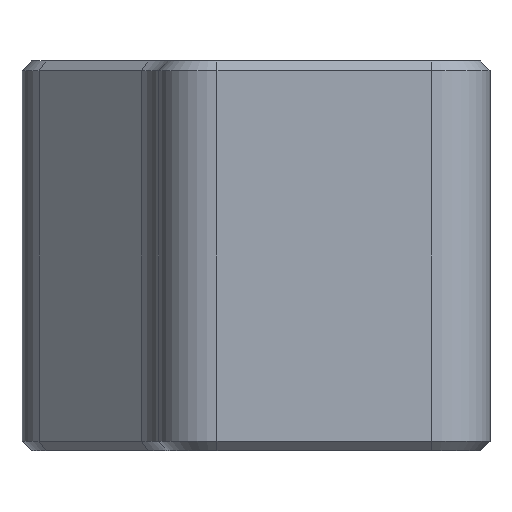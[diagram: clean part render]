
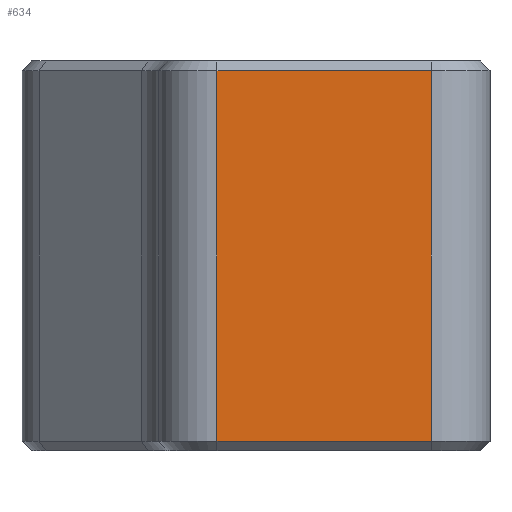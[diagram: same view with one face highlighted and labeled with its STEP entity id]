
A CAD part, left-side view. The second image highlights one B-rep face of the part: STEP entity #634.
In plain terms, the highlighted planar face has unit normal (-1, 0, 0).
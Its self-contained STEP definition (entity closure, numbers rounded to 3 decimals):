
#178 = PLANE ( 'NONE',  #425 ) ;
#220 = DIRECTION ( 'NONE',  ( 0., 0., -1. ) ) ;
#350 = LINE ( 'NONE', #531, #1133 ) ;
#386 = FACE_OUTER_BOUND ( 'NONE', #1928, .T. ) ;
#425 = AXIS2_PLACEMENT_3D ( 'NONE', #2512, #626, #1137 ) ;
#443 = EDGE_CURVE ( 'NONE', #1078, #1272, #350, .T. ) ;
#451 = LINE ( 'NONE', #538, #2856 ) ;
#531 = CARTESIAN_POINT ( 'NONE',  ( -18., -7., 20. ) ) ;
#538 = CARTESIAN_POINT ( 'NONE',  ( -18., -7., 0.5 ) ) ;
#554 = DIRECTION ( 'NONE',  ( 0., -1., 0. ) ) ;
#581 = VERTEX_POINT ( 'NONE', #1017 ) ;
#626 = DIRECTION ( 'NONE',  ( 1., 0., 0. ) ) ;
#634 = ADVANCED_FACE ( 'NONE', ( #386 ), #178, .F. ) ;
#736 = CARTESIAN_POINT ( 'NONE',  ( -18., -7., 19.5 ) ) ;
#905 = VERTEX_POINT ( 'NONE', #1231 ) ;
#1017 = CARTESIAN_POINT ( 'NONE',  ( -18., 4., 19.5 ) ) ;
#1048 = ORIENTED_EDGE ( 'NONE', *, *, #1535, .T. ) ;
#1078 = VERTEX_POINT ( 'NONE', #2485 ) ;
#1133 = VECTOR ( 'NONE', #2397, 1000. ) ;
#1137 = DIRECTION ( 'NONE',  ( 0., 0., -1. ) ) ;
#1175 = ORIENTED_EDGE ( 'NONE', *, *, #2725, .T. ) ;
#1225 = VECTOR ( 'NONE', #220, 1000. ) ;
#1231 = CARTESIAN_POINT ( 'NONE',  ( -18., 4., 0.5 ) ) ;
#1272 = VERTEX_POINT ( 'NONE', #736 ) ;
#1535 = EDGE_CURVE ( 'NONE', #905, #1078, #451, .T. ) ;
#1789 = DIRECTION ( 'NONE',  ( 0., 1., 0. ) ) ;
#1928 = EDGE_LOOP ( 'NONE', ( #1175, #1048, #2541, #2883 ) ) ;
#1961 = EDGE_CURVE ( 'NONE', #1272, #581, #2453, .T. ) ;
#2228 = CARTESIAN_POINT ( 'NONE',  ( -18., -10., 19.5 ) ) ;
#2383 = LINE ( 'NONE', #2544, #1225 ) ;
#2397 = DIRECTION ( 'NONE',  ( 0., 0., 1. ) ) ;
#2453 = LINE ( 'NONE', #2228, #2598 ) ;
#2485 = CARTESIAN_POINT ( 'NONE',  ( -18., -7., 0.5 ) ) ;
#2512 = CARTESIAN_POINT ( 'NONE',  ( -18., -10., 20. ) ) ;
#2541 = ORIENTED_EDGE ( 'NONE', *, *, #443, .T. ) ;
#2544 = CARTESIAN_POINT ( 'NONE',  ( -18., 4., 20. ) ) ;
#2598 = VECTOR ( 'NONE', #1789, 1000. ) ;
#2725 = EDGE_CURVE ( 'NONE', #581, #905, #2383, .T. ) ;
#2856 = VECTOR ( 'NONE', #554, 1000. ) ;
#2883 = ORIENTED_EDGE ( 'NONE', *, *, #1961, .T. ) ;
